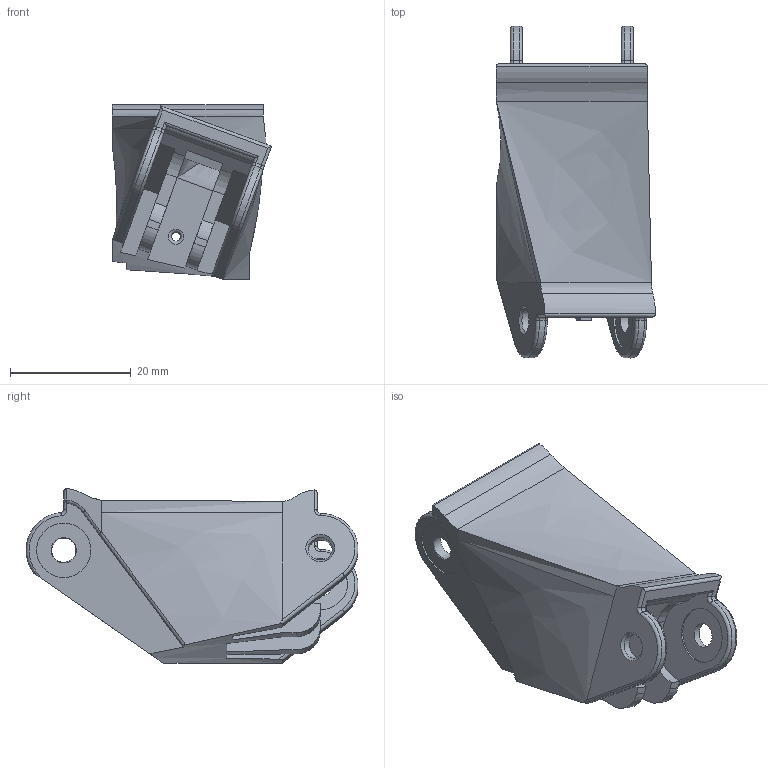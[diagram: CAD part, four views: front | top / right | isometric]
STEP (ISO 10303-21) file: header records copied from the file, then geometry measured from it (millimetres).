
FILE_DESCRIPTION(/* description */ ('Unknown'),/* implementation_level */ '2;1');
FILE_NAME(/* name */ 'Daumen 2_Konzept 3-2',/* time_stamp */ '2023-01-17T13:59:25+01:00',/* author */ ('Unknown'),/* organization */ ('Unknown'),/* preprocessor_version */ 'ST-DEVELOPER v18.102',/* originating_system */ 'Solid Edge',/* authorisation */ 'Unknown');
FILE_SCHEMA (('AUTOMOTIVE_DESIGN {1 0 10303 214 3 1 1}'));
Length unit declared in the file: millimetre
Products named in the file (1): Daumen 2_Konzept 3-2
Bounding box: 26.36 x 54.99 x 28.98 mm (x, y, z)
Volume: 13877.8 mm3; surface area: 7012.3 mm2
Topology: 1 solids, 1 shells, 141 faces, 366 edges, 228 vertices
Faces by surface type: cylinder 57, plane 45, torus 20, bspline 13, cone 4, sphere 2
Full cylindrical faces by diameter (mm): 1.5 x2, 4 x4, 9 x4
Entity records: 4353 total; most frequent: CARTESIAN_POINT 990, DIRECTION 693, ORIENTED_EDGE 682, EDGE_CURVE 341, AXIS2_PLACEMENT_3D 265, VERTEX_POINT 221, EDGE_LOOP 172, FACE_BOUND 172
